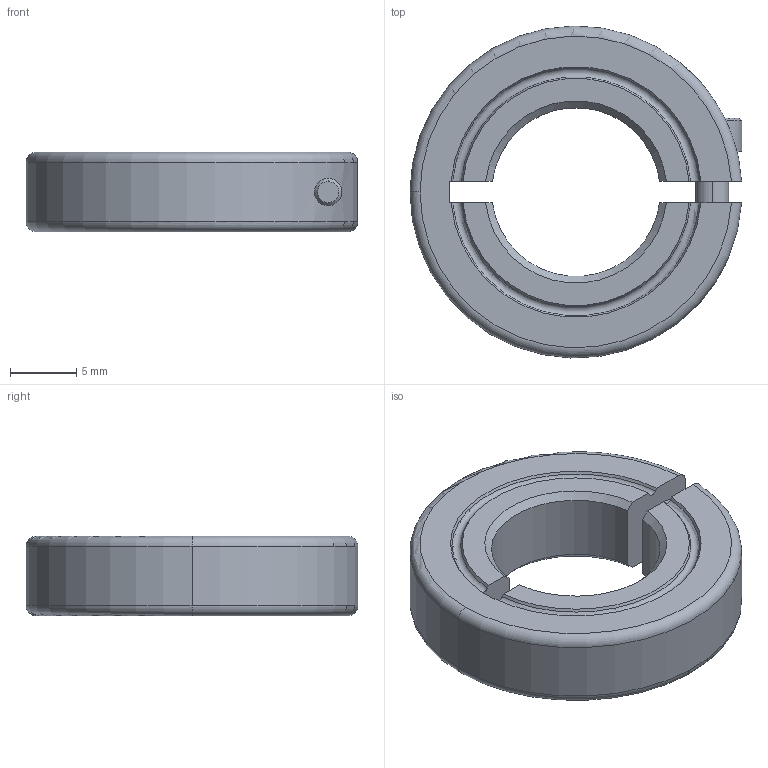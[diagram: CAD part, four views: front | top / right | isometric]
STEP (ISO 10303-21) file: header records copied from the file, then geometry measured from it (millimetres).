
FILE_DESCRIPTION(('STEP AP214'),'1');
FILE_NAME('ENCL25-8-A.stp','2016-11-25T12:00:30',('TraceParts'),('TraceParts S.A.'),'Spatial InterOp 3D',' ',' ');
FILE_SCHEMA(('automotive_design'));
Length unit declared in the file: millimetre
Products named in the file (2): ENCL25-8-A|NAUO1#ENCLxx-xx-x_ENCL25-8-A;OD Radius; ENCL25-8-A|NAUO2#CAP SCREWS_CFM2.5:8;ALLEN SOCKET
Bounding box: 25 x 24.99 x 6 mm (x, y, z)
Volume: 2025.9 mm3; surface area: 1659.6 mm2
Topology: 2 solids, 2 shells, 56 faces, 142 edges, 92 vertices
Faces by surface type: plane 20, cylinder 16, cone 12, torus 8
Entity records: 2342 total; most frequent: CARTESIAN_POINT 501, ORIENTED_EDGE 284, DIRECTION 278, EDGE_CURVE 142, AXIS2_PLACEMENT_3D 111, VERTEX_POINT 92, EDGE_LOOP 62, STYLED_ITEM 58
